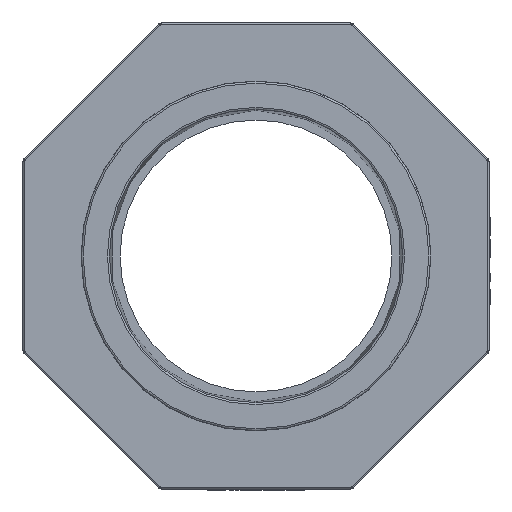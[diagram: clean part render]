
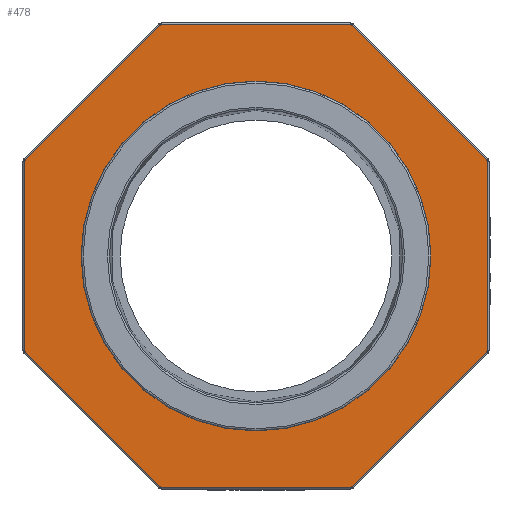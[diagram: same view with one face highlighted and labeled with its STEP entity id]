
A CAD part, front view. The second image highlights one B-rep face of the part: STEP entity #478.
In plain terms, the highlighted planar face has unit normal (0, -1, 0).
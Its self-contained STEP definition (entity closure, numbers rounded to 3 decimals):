
#393=CIRCLE('',#4305,45.05);
#394=CIRCLE('',#4307,0.5);
#395=CIRCLE('',#4308,0.5);
#396=CIRCLE('',#4309,0.5);
#397=CIRCLE('',#4310,0.5);
#398=CIRCLE('',#4311,0.5);
#399=CIRCLE('',#4312,0.5);
#400=CIRCLE('',#4313,0.5);
#401=CIRCLE('',#4314,0.5);
#478=ADVANCED_FACE('',(#1260,#1261),#724,.T.);
#724=PLANE('',#4315);
#1260=FACE_BOUND('',#1341,.T.);
#1261=FACE_BOUND('',#1342,.T.);
#1341=EDGE_LOOP('',(#1795,#1796,#1797,#1798,#1799,#1800,#1801,#1802,#1803,
#1804,#1805,#1806,#1807,#1808,#1809,#1810));
#1342=EDGE_LOOP('',(#1811));
#1795=ORIENTED_EDGE('',*,*,#3383,.T.);
#1796=ORIENTED_EDGE('',*,*,#3384,.T.);
#1797=ORIENTED_EDGE('',*,*,#3385,.T.);
#1798=ORIENTED_EDGE('',*,*,#3386,.T.);
#1799=ORIENTED_EDGE('',*,*,#3387,.T.);
#1800=ORIENTED_EDGE('',*,*,#3388,.T.);
#1801=ORIENTED_EDGE('',*,*,#3389,.T.);
#1802=ORIENTED_EDGE('',*,*,#3390,.T.);
#1803=ORIENTED_EDGE('',*,*,#3391,.T.);
#1804=ORIENTED_EDGE('',*,*,#3392,.T.);
#1805=ORIENTED_EDGE('',*,*,#3393,.T.);
#1806=ORIENTED_EDGE('',*,*,#3394,.T.);
#1807=ORIENTED_EDGE('',*,*,#3395,.T.);
#1808=ORIENTED_EDGE('',*,*,#3396,.T.);
#1809=ORIENTED_EDGE('',*,*,#3397,.T.);
#1810=ORIENTED_EDGE('',*,*,#3398,.T.);
#1811=ORIENTED_EDGE('',*,*,#3382,.F.);
#2984=VERTEX_POINT('',#7349);
#2985=VERTEX_POINT('',#7352);
#2986=VERTEX_POINT('',#7353);
#2987=VERTEX_POINT('',#7355);
#2988=VERTEX_POINT('',#7357);
#2989=VERTEX_POINT('',#7359);
#2990=VERTEX_POINT('',#7361);
#2991=VERTEX_POINT('',#7363);
#2992=VERTEX_POINT('',#7365);
#2993=VERTEX_POINT('',#7367);
#2994=VERTEX_POINT('',#7369);
#2995=VERTEX_POINT('',#7371);
#2996=VERTEX_POINT('',#7373);
#2997=VERTEX_POINT('',#7375);
#2998=VERTEX_POINT('',#7377);
#2999=VERTEX_POINT('',#7379);
#3000=VERTEX_POINT('',#7381);
#3382=EDGE_CURVE('',#2984,#2984,#393,.T.);
#3383=EDGE_CURVE('',#2985,#2986,#3820,.T.);
#3384=EDGE_CURVE('',#2986,#2987,#394,.T.);
#3385=EDGE_CURVE('',#2987,#2988,#3821,.T.);
#3386=EDGE_CURVE('',#2988,#2989,#395,.T.);
#3387=EDGE_CURVE('',#2989,#2990,#3822,.T.);
#3388=EDGE_CURVE('',#2990,#2991,#396,.T.);
#3389=EDGE_CURVE('',#2991,#2992,#3823,.T.);
#3390=EDGE_CURVE('',#2992,#2993,#397,.T.);
#3391=EDGE_CURVE('',#2993,#2994,#3824,.T.);
#3392=EDGE_CURVE('',#2994,#2995,#398,.T.);
#3393=EDGE_CURVE('',#2995,#2996,#3825,.T.);
#3394=EDGE_CURVE('',#2996,#2997,#399,.T.);
#3395=EDGE_CURVE('',#2997,#2998,#3826,.T.);
#3396=EDGE_CURVE('',#2998,#2999,#400,.T.);
#3397=EDGE_CURVE('',#2999,#3000,#3827,.T.);
#3398=EDGE_CURVE('',#3000,#2985,#401,.T.);
#3820=LINE('',#7351,#4028);
#3821=LINE('',#7356,#4029);
#3822=LINE('',#7360,#4030);
#3823=LINE('',#7364,#4031);
#3824=LINE('',#7368,#4032);
#3825=LINE('',#7372,#4033);
#3826=LINE('',#7376,#4034);
#3827=LINE('',#7380,#4035);
#4028=VECTOR('',#4672,1.);
#4029=VECTOR('',#4675,1.);
#4030=VECTOR('',#4678,1.);
#4031=VECTOR('',#4681,1.);
#4032=VECTOR('',#4684,1.);
#4033=VECTOR('',#4687,1.);
#4034=VECTOR('',#4690,1.);
#4035=VECTOR('',#4693,1.);
#4305=AXIS2_PLACEMENT_3D('',#7348,#4668,#4669);
#4307=AXIS2_PLACEMENT_3D('',#7354,#4673,#4674);
#4308=AXIS2_PLACEMENT_3D('',#7358,#4676,#4677);
#4309=AXIS2_PLACEMENT_3D('',#7362,#4679,#4680);
#4310=AXIS2_PLACEMENT_3D('',#7366,#4682,#4683);
#4311=AXIS2_PLACEMENT_3D('',#7370,#4685,#4686);
#4312=AXIS2_PLACEMENT_3D('',#7374,#4688,#4689);
#4313=AXIS2_PLACEMENT_3D('',#7378,#4691,#4692);
#4314=AXIS2_PLACEMENT_3D('',#7382,#4694,#4695);
#4315=AXIS2_PLACEMENT_3D('',#7383,#4696,#4697);
#4668=DIRECTION('',(0.,-1.,0.));
#4669=DIRECTION('',(0.,0.,-1.));
#4672=DIRECTION('',(1.,0.,0.));
#4673=DIRECTION('',(0.,-1.,0.));
#4674=DIRECTION('',(0.,0.,-1.));
#4675=DIRECTION('',(0.707,0.,0.707));
#4676=DIRECTION('',(0.,-1.,0.));
#4677=DIRECTION('',(0.,0.,-1.));
#4678=DIRECTION('',(0.,0.,1.));
#4679=DIRECTION('',(0.,-1.,0.));
#4680=DIRECTION('',(0.,0.,-1.));
#4681=DIRECTION('',(-0.707,0.,0.707));
#4682=DIRECTION('',(0.,-1.,0.));
#4683=DIRECTION('',(0.,0.,-1.));
#4684=DIRECTION('',(-1.,0.,0.));
#4685=DIRECTION('',(0.,-1.,0.));
#4686=DIRECTION('',(0.,0.,-1.));
#4687=DIRECTION('',(-0.707,0.,-0.707));
#4688=DIRECTION('',(0.,-1.,0.));
#4689=DIRECTION('',(0.,0.,-1.));
#4690=DIRECTION('',(0.,0.,-1.));
#4691=DIRECTION('',(0.,-1.,0.));
#4692=DIRECTION('',(0.,0.,-1.));
#4693=DIRECTION('',(0.707,0.,-0.707));
#4694=DIRECTION('',(0.,-1.,0.));
#4695=DIRECTION('',(0.,0.,-1.));
#4696=DIRECTION('',(0.,-1.,0.));
#4697=DIRECTION('',(0.,0.,-1.));
#7348=CARTESIAN_POINT('',(62795.428,1652.614,0.));
#7349=CARTESIAN_POINT('',(62795.428,1652.614,-45.05));
#7351=CARTESIAN_POINT('',(62750.378,1652.614,-59.5));
#7352=CARTESIAN_POINT('',(62770.989,1652.614,-59.5));
#7353=CARTESIAN_POINT('',(62819.866,1652.614,-59.5));
#7354=CARTESIAN_POINT('',(62819.866,1652.614,-59.));
#7355=CARTESIAN_POINT('',(62820.22,1652.614,-59.354));
#7356=CARTESIAN_POINT('',(62814.976,1652.614,-64.598));
#7357=CARTESIAN_POINT('',(62854.781,1652.614,-24.792));
#7358=CARTESIAN_POINT('',(62854.428,1652.614,-24.439));
#7359=CARTESIAN_POINT('',(62854.928,1652.614,-24.439));
#7360=CARTESIAN_POINT('',(62854.928,1652.614,0.));
#7361=CARTESIAN_POINT('',(62854.928,1652.614,24.439));
#7362=CARTESIAN_POINT('',(62854.428,1652.614,24.439));
#7363=CARTESIAN_POINT('',(62854.781,1652.614,24.792));
#7364=CARTESIAN_POINT('',(62814.976,1652.614,64.598));
#7365=CARTESIAN_POINT('',(62820.22,1652.614,59.354));
#7366=CARTESIAN_POINT('',(62819.866,1652.614,59.));
#7367=CARTESIAN_POINT('',(62819.866,1652.614,59.5));
#7368=CARTESIAN_POINT('',(62750.378,1652.614,59.5));
#7369=CARTESIAN_POINT('',(62770.989,1652.614,59.5));
#7370=CARTESIAN_POINT('',(62770.989,1652.614,59.));
#7371=CARTESIAN_POINT('',(62770.636,1652.614,59.354));
#7372=CARTESIAN_POINT('',(62730.83,1652.614,19.548));
#7373=CARTESIAN_POINT('',(62736.074,1652.614,24.792));
#7374=CARTESIAN_POINT('',(62736.428,1652.614,24.439));
#7375=CARTESIAN_POINT('',(62735.928,1652.614,24.439));
#7376=CARTESIAN_POINT('',(62735.928,1652.614,0.));
#7377=CARTESIAN_POINT('',(62735.928,1652.614,-24.439));
#7378=CARTESIAN_POINT('',(62736.428,1652.614,-24.439));
#7379=CARTESIAN_POINT('',(62736.074,1652.614,-24.792));
#7380=CARTESIAN_POINT('',(62730.83,1652.614,-19.548));
#7381=CARTESIAN_POINT('',(62770.636,1652.614,-59.354));
#7382=CARTESIAN_POINT('',(62770.989,1652.614,-59.));
#7383=CARTESIAN_POINT('',(62750.378,1652.614,0.));
